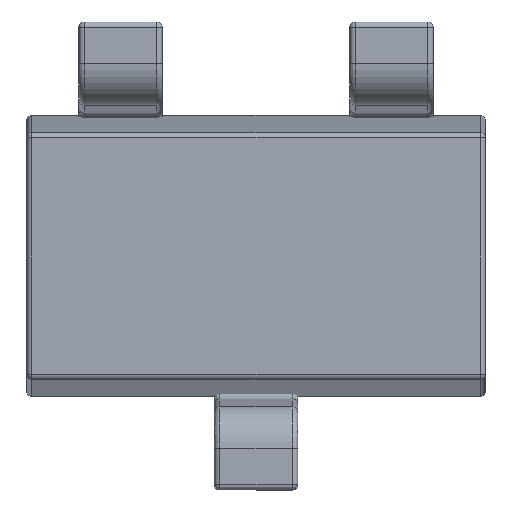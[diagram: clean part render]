
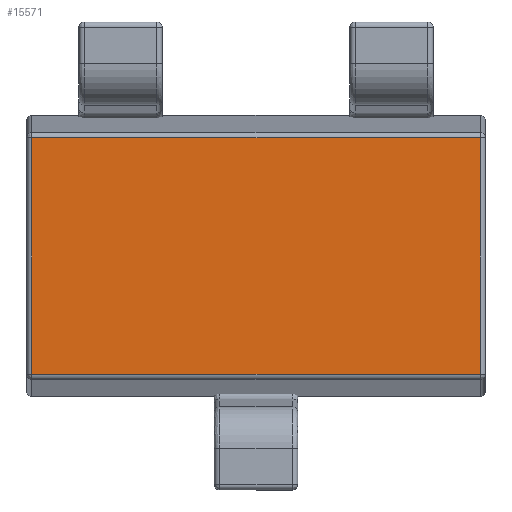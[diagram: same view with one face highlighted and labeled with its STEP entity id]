
A CAD part, front view. The second image highlights one B-rep face of the part: STEP entity #15571.
In plain terms, the highlighted face is planar.
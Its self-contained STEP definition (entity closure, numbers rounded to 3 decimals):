
#21 = ORIENTED_EDGE ( 'NONE', *, *, #10546, .F. ) ;
#225 = EDGE_LOOP ( 'NONE', ( #4218, #13220, #7230, #21 ) ) ;
#1578 = DIRECTION ( 'NONE',  ( 0., 0., 1. ) ) ;
#3091 = VERTEX_POINT ( 'NONE', #17205 ) ;
#3300 = EDGE_CURVE ( 'NONE', #25616, #19879, #22425, .T. ) ;
#4218 = ORIENTED_EDGE ( 'NONE', *, *, #12523, .F. ) ;
#5388 = DIRECTION ( 'NONE',  ( 1., 0., 0. ) ) ;
#5464 = PLANE ( 'NONE',  #20960 ) ;
#6078 = FACE_OUTER_BOUND ( 'NONE', #225, .T. ) ;
#6250 = DIRECTION ( 'NONE',  ( 0., 1., 0. ) ) ;
#6887 = DIRECTION ( 'NONE',  ( 0., -1., 0. ) ) ;
#7230 = ORIENTED_EDGE ( 'NONE', *, *, #3300, .F. ) ;
#7310 = DIRECTION ( 'NONE',  ( -1., 0., 0. ) ) ;
#7423 = CARTESIAN_POINT ( 'NONE',  ( 0., -1.075, 0.1 ) ) ;
#8921 = CARTESIAN_POINT ( 'NONE',  ( 0.568, -1.075, 0.1 ) ) ;
#9075 = VECTOR ( 'NONE', #6250, 1000. ) ;
#10546 = EDGE_CURVE ( 'NONE', #16381, #25616, #13057, .T. ) ;
#12523 = EDGE_CURVE ( 'NONE', #3091, #16381, #17212, .T. ) ;
#13057 = LINE ( 'NONE', #16652, #18317 ) ;
#13220 = ORIENTED_EDGE ( 'NONE', *, *, #17154, .F. ) ;
#13430 = CARTESIAN_POINT ( 'NONE',  ( 0., 0., 0.1 ) ) ;
#15401 = DIRECTION ( 'NONE',  ( 1., 0., 0. ) ) ;
#15571 = ADVANCED_FACE ( 'NONE', ( #6078 ), #5464, .F. ) ;
#16381 = VERTEX_POINT ( 'NONE', #25264 ) ;
#16652 = CARTESIAN_POINT ( 'NONE',  ( -0.568, 0., 0.1 ) ) ;
#17090 = CARTESIAN_POINT ( 'NONE',  ( -0.568, -1.075, 0.1 ) ) ;
#17129 = CARTESIAN_POINT ( 'NONE',  ( 0., 1.075, 0.1 ) ) ;
#17154 = EDGE_CURVE ( 'NONE', #19879, #3091, #24227, .T. ) ;
#17205 = CARTESIAN_POINT ( 'NONE',  ( 0.568, 1.075, 0.1 ) ) ;
#17212 = LINE ( 'NONE', #17129, #22497 ) ;
#17774 = VECTOR ( 'NONE', #5388, 1000. ) ;
#18317 = VECTOR ( 'NONE', #6887, 1000. ) ;
#19879 = VERTEX_POINT ( 'NONE', #8921 ) ;
#20238 = CARTESIAN_POINT ( 'NONE',  ( 0.568, 0., 0.1 ) ) ;
#20960 = AXIS2_PLACEMENT_3D ( 'NONE', #13430, #1578, #15401 ) ;
#22425 = LINE ( 'NONE', #7423, #17774 ) ;
#22497 = VECTOR ( 'NONE', #7310, 1000. ) ;
#24227 = LINE ( 'NONE', #20238, #9075 ) ;
#25264 = CARTESIAN_POINT ( 'NONE',  ( -0.568, 1.075, 0.1 ) ) ;
#25616 = VERTEX_POINT ( 'NONE', #17090 ) ;
